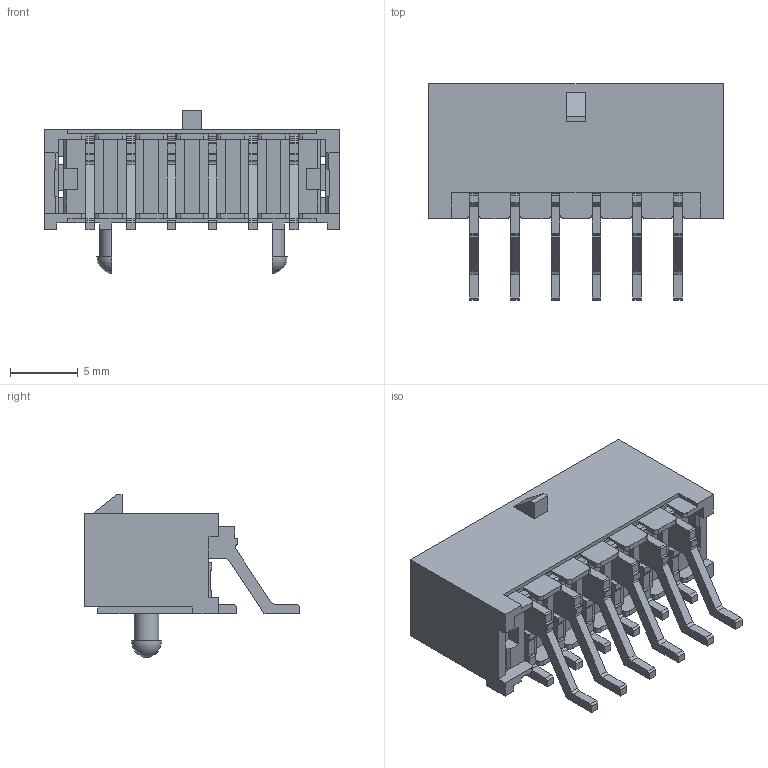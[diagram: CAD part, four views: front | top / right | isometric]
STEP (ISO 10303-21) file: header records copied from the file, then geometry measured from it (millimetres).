
FILE_DESCRIPTION(/* description */ ('Unknown'),/* implementation_level */ '2;1');
FILE_NAME(/* name */ 'J_Wurth_WR-MPC3_662112236022',/* time_stamp */ '2025-06-25T15:03:57+08:00',/* author */ ('Unknown'),/* organization */ ('Unknown'),/* preprocessor_version */ 'ST-DEVELOPER v19.4',/* originating_system */ 'Solid Edge',/* authorisation */ 'Unknown');
FILE_SCHEMA (('AUTOMOTIVE_DESIGN {1 0 10303 214 3 1 1}'));
Length unit declared in the file: millimetre
Products named in the file (2): J_Wurth_WR-MPC3_662112236022
Assembly tree (1 placements, depth 2):
  J_Wurth_WR-MPC3_662112236022
    J_Wurth_WR-MPC3_662112236022
Bounding box: 21.7 x 15.9 x 11.96 mm (x, y, z)
Volume: 841.6 mm3; surface area: 2417.1 mm2
Topology: 1 solids, 1 shells, 697 faces, 1906 edges, 1230 vertices
Faces by surface type: plane 627, cylinder 68, torus 2
Entity records: 26508 total; most frequent: CARTESIAN_POINT 3835, ORIENTED_EDGE 3812, DIRECTION 3450, EDGE_CURVE 1906, LINE 1760, VECTOR 1760, VERTEX_POINT 1230, AXIS2_PLACEMENT_3D 845
